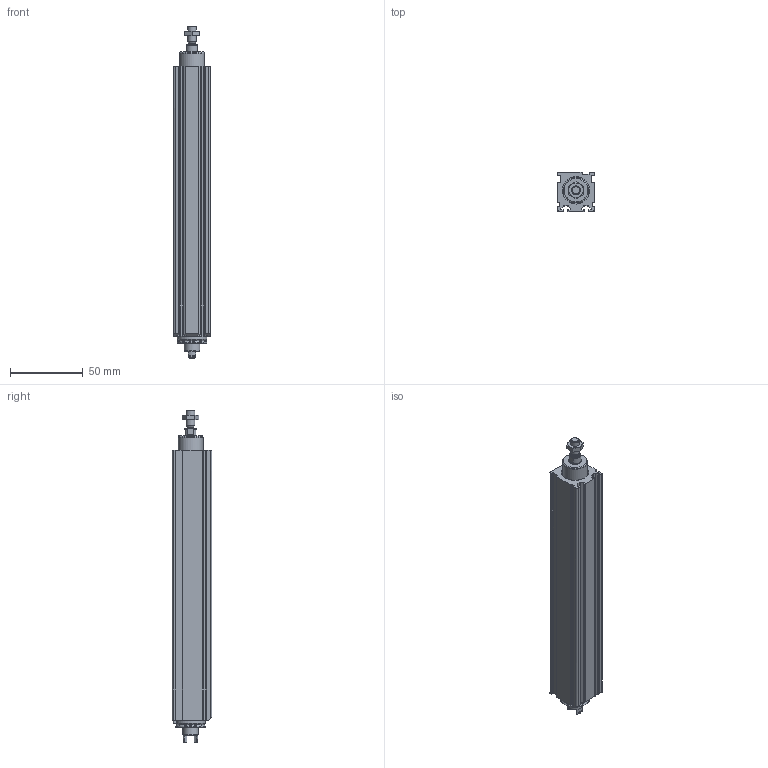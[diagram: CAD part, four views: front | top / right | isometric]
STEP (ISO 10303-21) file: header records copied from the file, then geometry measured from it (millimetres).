
FILE_DESCRIPTION(/* description */ ('STEP AP214'),/* implementation_level */ '2;1');
FILE_NAME(/* name */ '5428809_EPCC-BS-25-125-2P-A',/* time_stamp */ '2024-08-28T03:44:36+02:00',/* author */ ('License CC BY-ND 4.0'),/* organization */ ('CADENAS'),/* preprocessor_version */ 'ST-DEVELOPER v19.3',/* originating_system */ 'PARTsolutions',/* authorisation */ ' ');
FILE_SCHEMA (('AUTOMOTIVE_DESIGN {1 0 10303 214 3 1 1}'));
Length unit declared in the file: millimetre
Products named in the file (8): 5428809 EPCC-BS-25-125-2P-A---(0 high); 5428821 EPCC-BS-25-125---(mechanical highh); 5428821 EPCC-BS-25-125---(mechanical highp); DIN-439-B - M6(F); 340115 M5-ADVU; 8141993 EAMC-10-GB5-D4x7-A; ISO 14579 M2x8(F); F-M1.6x5-10.9_bolt
Assembly tree (7 placements, depth 2):
  5428809 EPCC-BS-25-125-2P-A---(0 high)
    5428821 EPCC-BS-25-125---(mechanical highh)
    5428821 EPCC-BS-25-125---(mechanical highp)
    DIN-439-B - M6(F)
    340115 M5-ADVU
    8141993 EAMC-10-GB5-D4x7-A
    ISO 14579 M2x8(F)
    F-M1.6x5-10.9_bolt
Bounding box: 25 x 27 x 227.5 mm (x, y, z)
Volume: 111271.7 mm3; surface area: 53459.7 mm2
Topology: 7 solids, 7 shells, 272 faces, 665 edges, 429 vertices
Faces by surface type: cylinder 116, plane 106, cone 40, torus 10
Full cylindrical faces by diameter (mm): 1.2 x1, 1.221 x1, 1.567 x1, 1.6 x1, 1.8 x1, 2 x6, 2.5 x1, 3.3 x1, 3.8 x1, 3.95 x1, 4 x1, 4.134 x1, 4.317 x2, 4.4 x1, 4.917 x1, 5 x1, 6 x1, 8 x1, 8.635 x2, 13 x1, 17.05 x1, 17.12 x1, 17.27 x2, 18.8 x1, 20.3 x1, 20.5 x1
Entity records: 7907 total; most frequent: CARTESIAN_POINT 1520, DIRECTION 1340, ORIENTED_EDGE 1166, EDGE_CURVE 583, AXIS2_PLACEMENT_3D 540, VERTEX_POINT 422, FACE_BOUND 373, EDGE_LOOP 367
